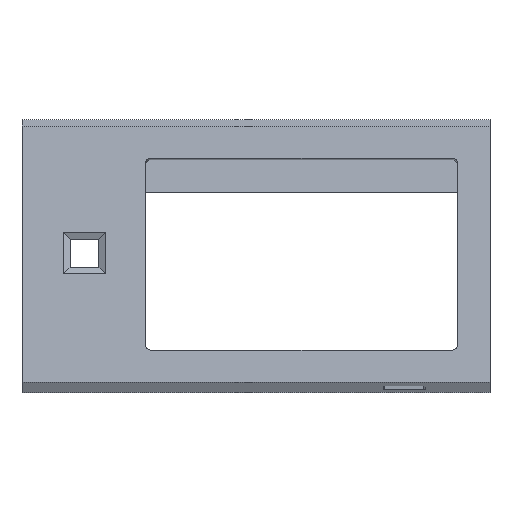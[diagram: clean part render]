
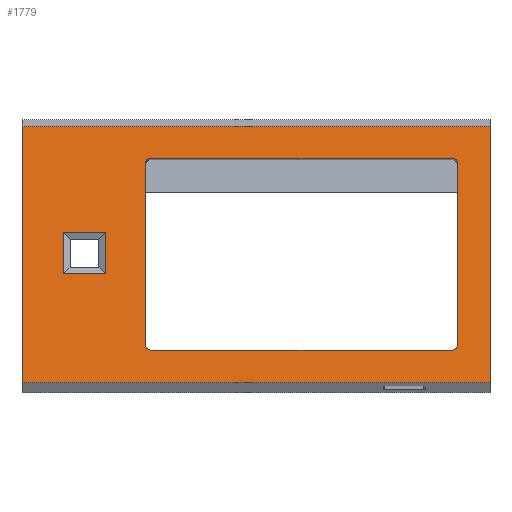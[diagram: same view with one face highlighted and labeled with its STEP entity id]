
A CAD part, left-side view. The second image highlights one B-rep face of the part: STEP entity #1779.
In plain terms, the highlighted planar face has unit normal (-0.985, 0, 0.174).
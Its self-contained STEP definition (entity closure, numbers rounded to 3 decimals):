
#7 = CARTESIAN_POINT ( 'NONE',  ( 63.379, 12.5, 53.729 ) ) ;
#15 = CARTESIAN_POINT ( 'NONE',  ( 71.384, 164.098, 99.126 ) ) ;
#72 = DIRECTION ( 'NONE',  ( 0., -1., 0. ) ) ;
#102 = CARTESIAN_POINT ( 'NONE',  ( 78.573, 164.098, 139.899 ) ) ;
#117 = CARTESIAN_POINT ( 'NONE',  ( 76.403, 130.5, 127.589 ) ) ;
#127 = LINE ( 'NONE', #1204, #3142 ) ;
#161 = EDGE_CURVE ( 'NONE', #906, #1709, #3253, .T. ) ;
#171 = CARTESIAN_POINT ( 'NONE',  ( 76.056, 130.5, 125.62 ) ) ;
#187 = CIRCLE ( 'NONE', #2119, 2. ) ;
#227 = DIRECTION ( 'NONE',  ( -0.174, 0., -0.985 ) ) ;
#239 = EDGE_CURVE ( 'NONE', #3172, #1771, #2712, .T. ) ;
#257 = EDGE_CURVE ( 'NONE', #1540, #2065, #127, .T. ) ;
#266 = DIRECTION ( 'NONE',  ( -0.174, 0., -0.985 ) ) ;
#282 = VECTOR ( 'NONE', #2257, 1000. ) ;
#318 = CARTESIAN_POINT ( 'NONE',  ( 61.209, 180., 41.418 ) ) ;
#378 = CARTESIAN_POINT ( 'NONE',  ( 63.379, 14.5, 53.729 ) ) ;
#443 = DIRECTION ( 'NONE',  ( 0.174, 0., 0.985 ) ) ;
#491 = FACE_BOUND ( 'NONE', #1188, .T. ) ;
#506 = EDGE_CURVE ( 'NONE', #2065, #3363, #2499, .T. ) ;
#522 = DIRECTION ( 'NONE',  ( -0.174, 0., -0.985 ) ) ;
#574 = CARTESIAN_POINT ( 'NONE',  ( 63.726, 130.5, 55.698 ) ) ;
#605 = CIRCLE ( 'NONE', #3006, 2. ) ;
#642 = LINE ( 'NONE', #1719, #1590 ) ;
#646 = ORIENTED_EDGE ( 'NONE', *, *, #867, .F. ) ;
#666 = CARTESIAN_POINT ( 'NONE',  ( 71.384, 180., 99.126 ) ) ;
#668 = VERTEX_POINT ( 'NONE', #3365 ) ;
#679 = DIRECTION ( 'NONE',  ( 0., 1., 0. ) ) ;
#683 = FACE_BOUND ( 'NONE', #2602, .T. ) ;
#684 = LINE ( 'NONE', #1513, #1576 ) ;
#691 = CARTESIAN_POINT ( 'NONE',  ( 76.056, 14.5, 125.62 ) ) ;
#701 = DIRECTION ( 'NONE',  ( 0.985, 0., -0.174 ) ) ;
#715 = DIRECTION ( 'NONE',  ( -0.174, 0., -0.985 ) ) ;
#725 = CARTESIAN_POINT ( 'NONE',  ( 78.573, 0., 139.899 ) ) ;
#784 = ORIENTED_EDGE ( 'NONE', *, *, #2641, .F. ) ;
#822 = CARTESIAN_POINT ( 'NONE',  ( 68.572, 164.098, 83.176 ) ) ;
#848 = CARTESIAN_POINT ( 'NONE',  ( 71.384, 147.902, 99.126 ) ) ;
#867 = EDGE_CURVE ( 'NONE', #3357, #2488, #642, .T. ) ;
#881 = LINE ( 'NONE', #666, #282 ) ;
#893 = VECTOR ( 'NONE', #1174, 1000. ) ;
#906 = VERTEX_POINT ( 'NONE', #1404 ) ;
#913 = CARTESIAN_POINT ( 'NONE',  ( 78.573, 180., 139.899 ) ) ;
#977 = PLANE ( 'NONE',  #2572 ) ;
#1022 = VERTEX_POINT ( 'NONE', #15 ) ;
#1119 = VECTOR ( 'NONE', #715, 1000. ) ;
#1170 = CARTESIAN_POINT ( 'NONE',  ( 76.056, 12.5, 125.62 ) ) ;
#1174 = DIRECTION ( 'NONE',  ( 0.174, 0., 0.985 ) ) ;
#1188 = EDGE_LOOP ( 'NONE', ( #1781, #2604, #2079, #1376 ) ) ;
#1204 = CARTESIAN_POINT ( 'NONE',  ( 78.573, 147.902, 139.899 ) ) ;
#1239 = CIRCLE ( 'NONE', #2388, 2. ) ;
#1272 = EDGE_CURVE ( 'NONE', #3357, #2544, #605, .T. ) ;
#1344 = VECTOR ( 'NONE', #443, 1000. ) ;
#1376 = ORIENTED_EDGE ( 'NONE', *, *, #506, .T. ) ;
#1404 = CARTESIAN_POINT ( 'NONE',  ( 63.379, 130.5, 53.729 ) ) ;
#1432 = DIRECTION ( 'NONE',  ( -0.174, 0., -0.985 ) ) ;
#1499 = VERTEX_POINT ( 'NONE', #117 ) ;
#1511 = CARTESIAN_POINT ( 'NONE',  ( 63.726, 132.5, 55.698 ) ) ;
#1512 = EDGE_CURVE ( 'NONE', #3363, #1022, #2434, .T. ) ;
#1513 = CARTESIAN_POINT ( 'NONE',  ( 78.573, 180., 139.899 ) ) ;
#1540 = VERTEX_POINT ( 'NONE', #848 ) ;
#1543 = LINE ( 'NONE', #1825, #1119 ) ;
#1554 = EDGE_CURVE ( 'NONE', #668, #2488, #1239, .T. ) ;
#1558 = DIRECTION ( 'NONE',  ( 0.174, 0., 0.985 ) ) ;
#1567 = FACE_OUTER_BOUND ( 'NONE', #1748, .T. ) ;
#1576 = VECTOR ( 'NONE', #1761, 1000. ) ;
#1590 = VECTOR ( 'NONE', #2783, 1000. ) ;
#1600 = LINE ( 'NONE', #7, #1631 ) ;
#1603 = DIRECTION ( 'NONE',  ( 0.985, 0., -0.174 ) ) ;
#1616 = VERTEX_POINT ( 'NONE', #1738 ) ;
#1631 = VECTOR ( 'NONE', #2422, 1000. ) ;
#1633 = ORIENTED_EDGE ( 'NONE', *, *, #239, .T. ) ;
#1699 = VECTOR ( 'NONE', #72, 1000. ) ;
#1700 = CARTESIAN_POINT ( 'NONE',  ( 68.572, 180., 83.176 ) ) ;
#1709 = VERTEX_POINT ( 'NONE', #1511 ) ;
#1719 = CARTESIAN_POINT ( 'NONE',  ( 76.403, 12.5, 127.589 ) ) ;
#1721 = DIRECTION ( 'NONE',  ( 0.985, 0., -0.174 ) ) ;
#1738 = CARTESIAN_POINT ( 'NONE',  ( 76.056, 132.5, 125.62 ) ) ;
#1748 = EDGE_LOOP ( 'NONE', ( #2534, #784, #2104, #1633 ) ) ;
#1757 = EDGE_CURVE ( 'NONE', #1616, #1709, #1543, .T. ) ;
#1761 = DIRECTION ( 'NONE',  ( 0., -1., 0. ) ) ;
#1771 = VERTEX_POINT ( 'NONE', #3358 ) ;
#1776 = LINE ( 'NONE', #2838, #3401 ) ;
#1779 = ADVANCED_FACE ( 'NONE', ( #491, #683, #1567 ), #977, .F. ) ;
#1781 = ORIENTED_EDGE ( 'NONE', *, *, #1512, .T. ) ;
#1792 = EDGE_CURVE ( 'NONE', #3172, #3217, #1776, .T. ) ;
#1796 = EDGE_CURVE ( 'NONE', #1771, #2449, #3130, .T. ) ;
#1825 = CARTESIAN_POINT ( 'NONE',  ( 76.403, 132.5, 127.589 ) ) ;
#1845 = DIRECTION ( 'NONE',  ( 0.985, 0., -0.174 ) ) ;
#1901 = ORIENTED_EDGE ( 'NONE', *, *, #1554, .T. ) ;
#1917 = EDGE_CURVE ( 'NONE', #668, #1499, #1941, .T. ) ;
#1941 = LINE ( 'NONE', #3041, #2631 ) ;
#2010 = EDGE_CURVE ( 'NONE', #1616, #1499, #187, .T. ) ;
#2017 = DIRECTION ( 'NONE',  ( 0., 1., 0. ) ) ;
#2057 = ORIENTED_EDGE ( 'NONE', *, *, #161, .T. ) ;
#2060 = DIRECTION ( 'NONE',  ( 0.985, 0., -0.174 ) ) ;
#2065 = VERTEX_POINT ( 'NONE', #3111 ) ;
#2079 = ORIENTED_EDGE ( 'NONE', *, *, #257, .T. ) ;
#2104 = ORIENTED_EDGE ( 'NONE', *, *, #1792, .F. ) ;
#2119 = AXIS2_PLACEMENT_3D ( 'NONE', #171, #2060, #3400 ) ;
#2146 = ORIENTED_EDGE ( 'NONE', *, *, #2010, .T. ) ;
#2257 = DIRECTION ( 'NONE',  ( 0., -1., 0. ) ) ;
#2262 = AXIS2_PLACEMENT_3D ( 'NONE', #574, #1603, #266 ) ;
#2371 = CARTESIAN_POINT ( 'NONE',  ( 61.209, 180., 41.418 ) ) ;
#2388 = AXIS2_PLACEMENT_3D ( 'NONE', #691, #1721, #522 ) ;
#2422 = DIRECTION ( 'NONE',  ( 0., -1., 0. ) ) ;
#2434 = LINE ( 'NONE', #102, #893 ) ;
#2449 = VERTEX_POINT ( 'NONE', #725 ) ;
#2464 = EDGE_CURVE ( 'NONE', #1022, #1540, #881, .T. ) ;
#2488 = VERTEX_POINT ( 'NONE', #1170 ) ;
#2499 = LINE ( 'NONE', #1700, #2974 ) ;
#2534 = ORIENTED_EDGE ( 'NONE', *, *, #1796, .T. ) ;
#2544 = VERTEX_POINT ( 'NONE', #378 ) ;
#2572 = AXIS2_PLACEMENT_3D ( 'NONE', #3099, #701, #2822 ) ;
#2602 = EDGE_LOOP ( 'NONE', ( #3330, #2146, #2870, #1901, #646, #3275, #2840, #2057 ) ) ;
#2604 = ORIENTED_EDGE ( 'NONE', *, *, #2464, .T. ) ;
#2614 = CARTESIAN_POINT ( 'NONE',  ( 78.573, 0., 139.899 ) ) ;
#2631 = VECTOR ( 'NONE', #679, 1000. ) ;
#2641 = EDGE_CURVE ( 'NONE', #3217, #2449, #684, .T. ) ;
#2707 = EDGE_CURVE ( 'NONE', #906, #2544, #1600, .T. ) ;
#2712 = LINE ( 'NONE', #318, #1699 ) ;
#2783 = DIRECTION ( 'NONE',  ( 0.174, 0., 0.985 ) ) ;
#2822 = DIRECTION ( 'NONE',  ( -0.174, 0., -0.985 ) ) ;
#2838 = CARTESIAN_POINT ( 'NONE',  ( 78.573, 180., 139.899 ) ) ;
#2840 = ORIENTED_EDGE ( 'NONE', *, *, #2707, .F. ) ;
#2870 = ORIENTED_EDGE ( 'NONE', *, *, #1917, .F. ) ;
#2974 = VECTOR ( 'NONE', #2017, 1000. ) ;
#3006 = AXIS2_PLACEMENT_3D ( 'NONE', #3180, #1845, #227 ) ;
#3041 = CARTESIAN_POINT ( 'NONE',  ( 76.403, 12.5, 127.589 ) ) ;
#3099 = CARTESIAN_POINT ( 'NONE',  ( 78.573, 180., 139.899 ) ) ;
#3111 = CARTESIAN_POINT ( 'NONE',  ( 68.572, 147.902, 83.176 ) ) ;
#3130 = LINE ( 'NONE', #2614, #1344 ) ;
#3142 = VECTOR ( 'NONE', #1432, 1000. ) ;
#3172 = VERTEX_POINT ( 'NONE', #2371 ) ;
#3180 = CARTESIAN_POINT ( 'NONE',  ( 63.726, 14.5, 55.698 ) ) ;
#3217 = VERTEX_POINT ( 'NONE', #913 ) ;
#3253 = CIRCLE ( 'NONE', #2262, 2. ) ;
#3255 = CARTESIAN_POINT ( 'NONE',  ( 63.726, 12.5, 55.698 ) ) ;
#3275 = ORIENTED_EDGE ( 'NONE', *, *, #1272, .T. ) ;
#3330 = ORIENTED_EDGE ( 'NONE', *, *, #1757, .F. ) ;
#3357 = VERTEX_POINT ( 'NONE', #3255 ) ;
#3358 = CARTESIAN_POINT ( 'NONE',  ( 61.209, 0., 41.418 ) ) ;
#3363 = VERTEX_POINT ( 'NONE', #822 ) ;
#3365 = CARTESIAN_POINT ( 'NONE',  ( 76.403, 14.5, 127.589 ) ) ;
#3400 = DIRECTION ( 'NONE',  ( -0.174, 0., -0.985 ) ) ;
#3401 = VECTOR ( 'NONE', #1558, 1000. ) ;
